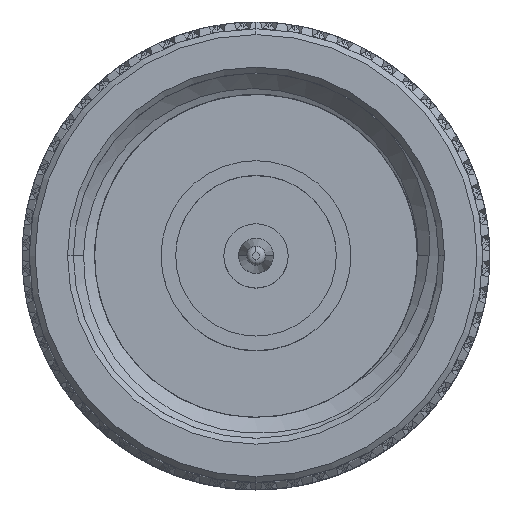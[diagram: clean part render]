
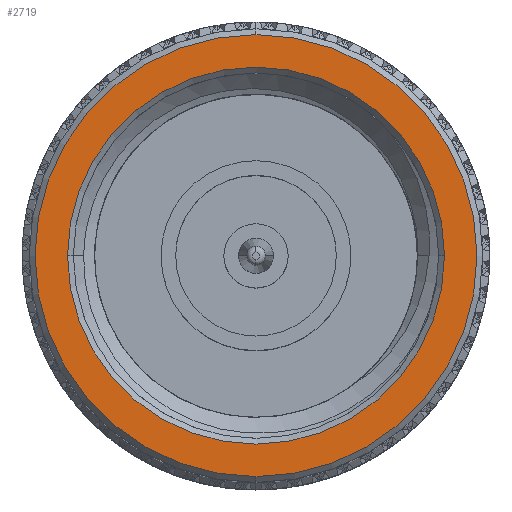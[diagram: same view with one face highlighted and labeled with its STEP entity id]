
A CAD part, top view. The second image highlights one B-rep face of the part: STEP entity #2719.
In plain terms, the highlighted face is planar.
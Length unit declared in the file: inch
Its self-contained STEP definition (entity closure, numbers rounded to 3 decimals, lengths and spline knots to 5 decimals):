
#1205 = VERTEX_POINT ( 'NONE', #80363 ) ;
#2719 = ADVANCED_FACE ( 'NONE', ( #98219, #16829 ), #91277, .T. ) ;
#4585 = CARTESIAN_POINT ( 'NONE',  ( 0., 0., 0. ) ) ;
#6324 = EDGE_CURVE ( 'NONE', #60766, #86625, #47251, .T. ) ;
#10779 = AXIS2_PLACEMENT_3D ( 'NONE', #41820, #73107, #19533 ) ;
#12304 = DIRECTION ( 'NONE',  ( 1., 0., 0. ) ) ;
#15547 = EDGE_CURVE ( 'NONE', #25056, #1205, #57431, .T. ) ;
#16829 = FACE_OUTER_BOUND ( 'NONE', #88770, .T. ) ;
#16904 = EDGE_LOOP ( 'NONE', ( #78921, #25734 ) ) ;
#17459 = DIRECTION ( 'NONE',  ( 0., -1., 0. ) ) ;
#17947 = DIRECTION ( 'NONE',  ( -1., 0., 0. ) ) ;
#19533 = DIRECTION ( 'NONE',  ( 0., -1., 0. ) ) ;
#25056 = VERTEX_POINT ( 'NONE', #88021 ) ;
#25491 = DIRECTION ( 'NONE',  ( 0., -1., 0. ) ) ;
#25734 = ORIENTED_EDGE ( 'NONE', *, *, #45816, .T. ) ;
#38162 = DIRECTION ( 'NONE',  ( 0., -1., 0. ) ) ;
#39689 = ORIENTED_EDGE ( 'NONE', *, *, #75448, .T. ) ;
#40734 = CIRCLE ( 'NONE', #51869, 0.3225 ) ;
#41698 = CARTESIAN_POINT ( 'NONE',  ( 0., 0., 0. ) ) ;
#41820 = CARTESIAN_POINT ( 'NONE',  ( 0., 0., 0. ) ) ;
#42553 = DIRECTION ( 'NONE',  ( 0., -1., 0. ) ) ;
#45816 = EDGE_CURVE ( 'NONE', #1205, #25056, #40734, .T. ) ;
#47076 = CARTESIAN_POINT ( 'NONE',  ( 0., 0.38809, 0. ) ) ;
#47251 = CIRCLE ( 'NONE', #10779, 0.37809 ) ;
#47697 = AXIS2_PLACEMENT_3D ( 'NONE', #41698, #17947, #17459 ) ;
#49720 = CARTESIAN_POINT ( 'NONE',  ( 0., 0.37809, 0. ) ) ;
#50962 = ORIENTED_EDGE ( 'NONE', *, *, #6324, .T. ) ;
#51869 = AXIS2_PLACEMENT_3D ( 'NONE', #4585, #86007, #25491 ) ;
#52432 = CIRCLE ( 'NONE', #47697, 0.37809 ) ;
#57431 = CIRCLE ( 'NONE', #97050, 0.3225 ) ;
#60766 = VERTEX_POINT ( 'NONE', #49720 ) ;
#73107 = DIRECTION ( 'NONE',  ( -1., 0., 0. ) ) ;
#75448 = EDGE_CURVE ( 'NONE', #86625, #60766, #52432, .T. ) ;
#76871 = DIRECTION ( 'NONE',  ( -1., 0., 0. ) ) ;
#78921 = ORIENTED_EDGE ( 'NONE', *, *, #15547, .T. ) ;
#80363 = CARTESIAN_POINT ( 'NONE',  ( 0., 0., -0.3225 ) ) ;
#86007 = DIRECTION ( 'NONE',  ( 1., 0., 0. ) ) ;
#86625 = VERTEX_POINT ( 'NONE', #91203 ) ;
#88021 = CARTESIAN_POINT ( 'NONE',  ( 0., 0., 0.3225 ) ) ;
#88354 = AXIS2_PLACEMENT_3D ( 'NONE', #47076, #76871, #38162 ) ;
#88770 = EDGE_LOOP ( 'NONE', ( #50962, #39689 ) ) ;
#89213 = CARTESIAN_POINT ( 'NONE',  ( 0., 0., 0. ) ) ;
#91203 = CARTESIAN_POINT ( 'NONE',  ( 0., -0.37809, 0. ) ) ;
#91277 = PLANE ( 'NONE',  #88354 ) ;
#97050 = AXIS2_PLACEMENT_3D ( 'NONE', #89213, #12304, #42553 ) ;
#98219 = FACE_BOUND ( 'NONE', #16904, .T. ) ;
